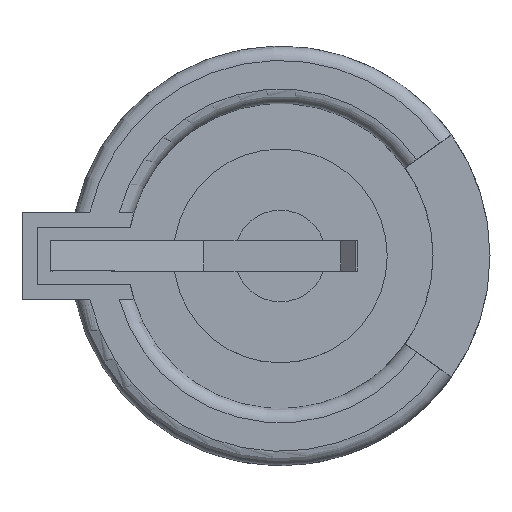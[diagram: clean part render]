
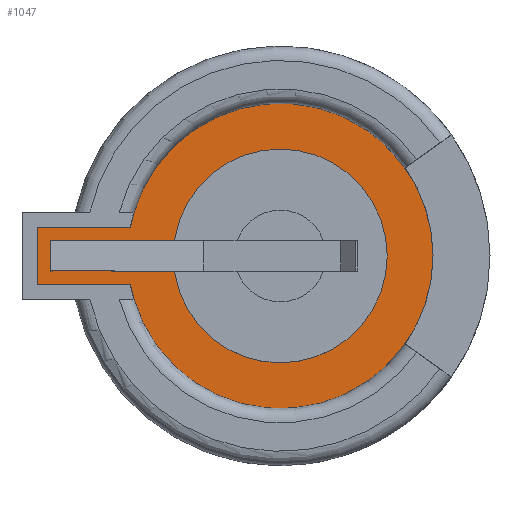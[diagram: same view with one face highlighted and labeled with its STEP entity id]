
A CAD part, top view. The second image highlights one B-rep face of the part: STEP entity #1047.
In plain terms, the highlighted planar face has unit normal (0, 0, 1).
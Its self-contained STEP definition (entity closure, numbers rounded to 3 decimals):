
#13=DIRECTION('',(0.,0.,1.));
#47=DIRECTION('',(1.,0.,0.));
#58=VECTOR('',#59,1.);
#59=DIRECTION('',(-1.,0.,0.));
#141=VECTOR('',#47,1.);
#250=DIRECTION('',(0.,1.,0.));
#557=CARTESIAN_POINT('',(5.515,2.9,3.64));
#567=CARTESIAN_POINT('',(5.515,-2.9,3.64));
#584=VERTEX_POINT('',#585);
#585=CARTESIAN_POINT('',(5.27,1.9,3.64));
#588=EDGE_CURVE('',#589,#584,#590,.T.);
#589=VERTEX_POINT('',#557);
#590=CIRCLE('',#591,10.11);
#591=AXIS2_PLACEMENT_3D('',#592,#13,#47);
#592=CARTESIAN_POINT('',(15.2,0.,3.64));
#594=EDGE_CURVE('',#595,#589,#590,.T.);
#595=VERTEX_POINT('',#596);
#596=CARTESIAN_POINT('',(25.31,0.,3.64));
#598=EDGE_CURVE('',#599,#595,#590,.T.);
#599=VERTEX_POINT('',#567);
#601=EDGE_CURVE('',#602,#599,#590,.T.);
#602=VERTEX_POINT('',#603);
#603=CARTESIAN_POINT('',(5.27,-1.9,3.64));
#612=ORIENTED_EDGE('',*,*,#613,.F.);
#613=EDGE_CURVE('',#614,#584,#616,.T.);
#614=VERTEX_POINT('',#615);
#615=CARTESIAN_POINT('',(-0.9,1.9,3.64));
#616=LINE('',#615,#141);
#625=ORIENTED_EDGE('',*,*,#626,.F.);
#626=EDGE_CURVE('',#627,#614,#629,.T.);
#627=VERTEX_POINT('',#628);
#628=CARTESIAN_POINT('',(-0.9,-1.9,3.64));
#629=LINE('',#628,#630);
#630=VECTOR('',#250,1.);
#640=ORIENTED_EDGE('',*,*,#641,.F.);
#641=EDGE_CURVE('',#602,#627,#642,.T.);
#642=LINE('',#643,#58);
#643=CARTESIAN_POINT('',(14.3,-1.9,3.64));
#1047=ADVANCED_FACE('',(#1048,#1054,#1086),#1093,.T.);
#1048=FACE_BOUND('',#1049,.T.);
#1049=EDGE_LOOP('',(#1050,#612,#625,#640,#1051,#1052,#1053));
#1050=ORIENTED_EDGE('',*,*,#588,.T.);
#1051=ORIENTED_EDGE('',*,*,#601,.T.);
#1052=ORIENTED_EDGE('',*,*,#598,.T.);
#1053=ORIENTED_EDGE('',*,*,#594,.T.);
#1054=FACE_BOUND('',#1055,.T.);
#1055=EDGE_LOOP('',(#1056,#1066,#1074,#1082));
#1056=ORIENTED_EDGE('',*,*,#1057,.F.);
#1057=EDGE_CURVE('',#1058,#1060,#1062,.T.);
#1058=VERTEX_POINT('',#1059);
#1059=CARTESIAN_POINT('',(0.1,-1.,3.64));
#1060=VERTEX_POINT('',#1061);
#1061=CARTESIAN_POINT('',(0.1,1.,3.64));
#1062=LINE('',#1063,#1064);
#1063=CARTESIAN_POINT('',(0.1,0.,3.64));
#1064=VECTOR('',#1065,1.);
#1065=DIRECTION('',(0.,1.,0.));
#1066=ORIENTED_EDGE('',*,*,#1067,.T.);
#1067=EDGE_CURVE('',#1058,#1068,#1070,.T.);
#1068=VERTEX_POINT('',#1069);
#1069=CARTESIAN_POINT('',(0.,-1.,3.64));
#1070=LINE('',#1071,#1072);
#1071=CARTESIAN_POINT('',(10.313,-1.,3.64));
#1072=VECTOR('',#1073,1.);
#1073=DIRECTION('',(-1.,0.,0.));
#1074=ORIENTED_EDGE('',*,*,#1075,.F.);
#1075=EDGE_CURVE('',#1076,#1068,#1078,.T.);
#1076=VERTEX_POINT('',#1077);
#1077=CARTESIAN_POINT('',(0.,1.,3.64));
#1078=LINE('',#1079,#1080);
#1079=CARTESIAN_POINT('',(0.,0.5,3.64));
#1080=VECTOR('',#1081,1.);
#1081=DIRECTION('',(0.,-1.,0.));
#1082=ORIENTED_EDGE('',*,*,#1083,.F.);
#1083=EDGE_CURVE('',#1060,#1076,#1084,.T.);
#1084=LINE('',#1085,#1072);
#1085=CARTESIAN_POINT('',(10.313,1.,3.64));
#1086=FACE_BOUND('',#1087,.T.);
#1087=EDGE_LOOP('',(#1088));
#1088=ORIENTED_EDGE('',*,*,#1089,.F.);
#1089=EDGE_CURVE('',#1090,#1090,#1092,.T.);
#1090=VERTEX_POINT('',#1091);
#1091=CARTESIAN_POINT('',(22.277,0.,3.64));
#1092=CIRCLE('',#591,7.077);
#1093=PLANE('',#1094);
#1094=AXIS2_PLACEMENT_3D('',#1095,#1096,#1097);
#1095=CARTESIAN_POINT('',(12.624,0.,3.64));
#1096=DIRECTION('',(0.,0.,1.));
#1097=DIRECTION('',(1.,0.,0.));
